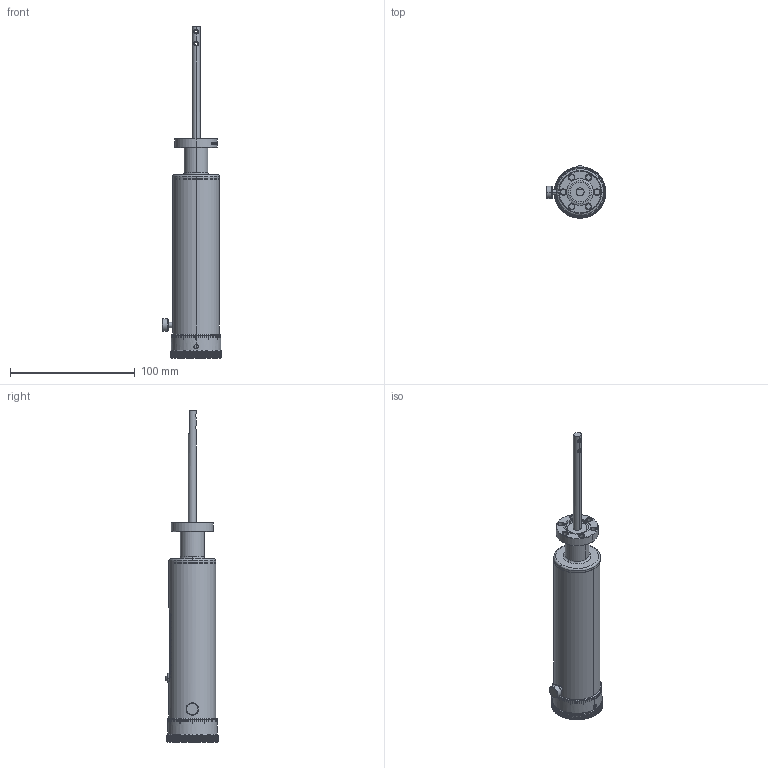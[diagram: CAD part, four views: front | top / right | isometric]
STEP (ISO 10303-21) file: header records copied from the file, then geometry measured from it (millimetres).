
FILE_DESCRIPTION (( 'STEP AP203' ), '1' );
FILE_NAME ('102210.stp', '2019-04-02T14:52:07', ( '' ), ( '' ), 'SwSTEP 2.0', 'SolidWorks 2012', '' );
FILE_SCHEMA (( 'CONFIG_CONTROL_DESIGN' ));
Products named in the file (1): 102210
Bounding box: 47.81 x 41.82 x 265.84 mm (x, y, z)
Volume: 178293.6 mm3; surface area: 26892.1 mm2
Topology: 1 solids, 1 shells, 1575 faces, 4591 edges, 3055 vertices
Faces by surface type: plane 916, cylinder 450, bspline 151, cone 58
Entity records: 82628 total; most frequent: CARTESIAN_POINT 42223, ORIENTED_EDGE 9182, DIRECTION 7615, EDGE_CURVE 4591, VERTEX_POINT 3055, AXIS2_PLACEMENT_3D 2732, LINE 2151, VECTOR 2151
